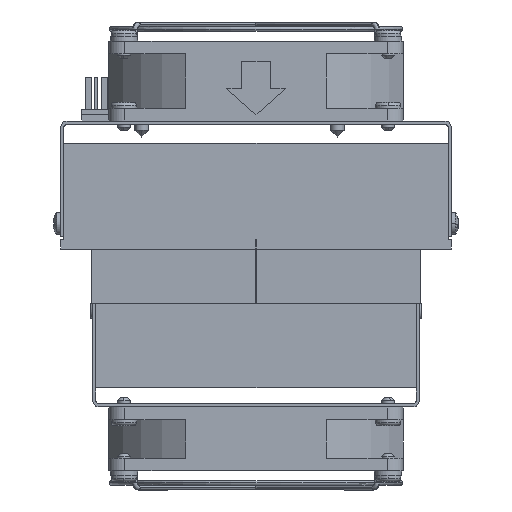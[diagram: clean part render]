
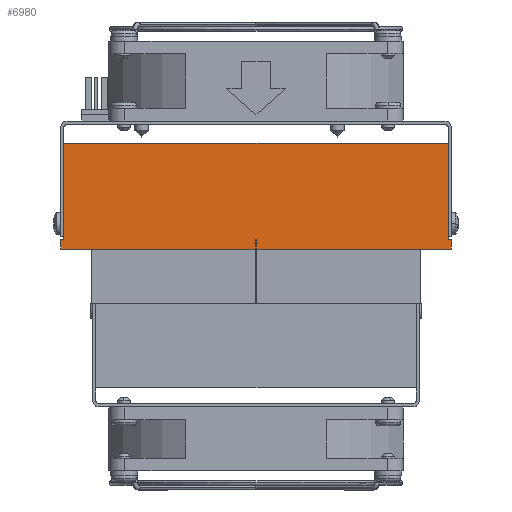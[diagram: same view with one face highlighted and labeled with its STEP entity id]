
A CAD part, front view. The second image highlights one B-rep face of the part: STEP entity #6980.
In plain terms, the highlighted planar face has unit normal (0, -1, 0).
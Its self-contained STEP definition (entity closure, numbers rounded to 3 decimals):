
#750 = ORIENTED_EDGE ( 'NONE', *, *, #9462, .F. ) ;
#2216 = FACE_OUTER_BOUND ( 'NONE', #45251, .T. ) ;
#2966 = CARTESIAN_POINT ( 'NONE',  ( 61., -115., 17. ) ) ;
#3637 = LINE ( 'NONE', #23100, #6024 ) ;
#3661 = ORIENTED_EDGE ( 'NONE', *, *, #48886, .F. ) ;
#4101 = PLANE ( 'NONE',  #42060 ) ;
#4150 = DIRECTION ( 'NONE',  ( 0., 0., 1. ) ) ;
#4762 = CARTESIAN_POINT ( 'NONE',  ( 60., -115., 50. ) ) ;
#4856 = CARTESIAN_POINT ( 'NONE',  ( -60., -115., 20. ) ) ;
#4927 = VECTOR ( 'NONE', #45019, 1000. ) ;
#5135 = VERTEX_POINT ( 'NONE', #13044 ) ;
#5521 = VECTOR ( 'NONE', #9460, 1000. ) ;
#6024 = VECTOR ( 'NONE', #4150, 1000. ) ;
#6044 = ORIENTED_EDGE ( 'NONE', *, *, #24297, .T. ) ;
#6938 = VECTOR ( 'NONE', #40372, 1000. ) ;
#6980 = ADVANCED_FACE ( 'NONE', ( #2216 ), #4101, .F. ) ;
#7038 = EDGE_CURVE ( 'NONE', #14163, #27583, #44871, .T. ) ;
#7097 = VERTEX_POINT ( 'NONE', #27615 ) ;
#7284 = DIRECTION ( 'NONE',  ( 1., 0., 0. ) ) ;
#8470 = DIRECTION ( 'NONE',  ( 0., 0., -1. ) ) ;
#8966 = VECTOR ( 'NONE', #10711, 1000. ) ;
#9460 = DIRECTION ( 'NONE',  ( -1., 0., 0. ) ) ;
#9462 = EDGE_CURVE ( 'NONE', #48330, #25297, #3637, .T. ) ;
#10594 = ORIENTED_EDGE ( 'NONE', *, *, #25121, .T. ) ;
#10711 = DIRECTION ( 'NONE',  ( 0., 0., 1. ) ) ;
#11050 = CARTESIAN_POINT ( 'NONE',  ( 0.1, -115., 17. ) ) ;
#11114 = VERTEX_POINT ( 'NONE', #44282 ) ;
#11636 = ORIENTED_EDGE ( 'NONE', *, *, #14421, .F. ) ;
#12107 = CARTESIAN_POINT ( 'NONE',  ( 61., -115., 17. ) ) ;
#12830 = CARTESIAN_POINT ( 'NONE',  ( 0.1, -115., 17. ) ) ;
#13044 = CARTESIAN_POINT ( 'NONE',  ( -0.1, -115., 20. ) ) ;
#14163 = VERTEX_POINT ( 'NONE', #49487 ) ;
#14219 = ORIENTED_EDGE ( 'NONE', *, *, #17858, .F. ) ;
#14421 = EDGE_CURVE ( 'NONE', #27583, #40700, #26397, .T. ) ;
#15449 = CARTESIAN_POINT ( 'NONE',  ( 61., -115., 17. ) ) ;
#15632 = DIRECTION ( 'NONE',  ( 0., 1., 0. ) ) ;
#15985 = VECTOR ( 'NONE', #47695, 1000. ) ;
#17465 = CARTESIAN_POINT ( 'NONE',  ( -61., -115., 20. ) ) ;
#17740 = CARTESIAN_POINT ( 'NONE',  ( 61., -115., 20. ) ) ;
#17858 = EDGE_CURVE ( 'NONE', #25297, #7097, #49173, .T. ) ;
#20146 = ORIENTED_EDGE ( 'NONE', *, *, #31900, .F. ) ;
#20349 = LINE ( 'NONE', #2966, #8966 ) ;
#21198 = CARTESIAN_POINT ( 'NONE',  ( -61., -115., 20. ) ) ;
#22967 = ORIENTED_EDGE ( 'NONE', *, *, #36935, .F. ) ;
#23100 = CARTESIAN_POINT ( 'NONE',  ( -61., -115., 17. ) ) ;
#23545 = VECTOR ( 'NONE', #35465, 1000. ) ;
#24297 = EDGE_CURVE ( 'NONE', #41824, #40700, #20349, .T. ) ;
#25121 = EDGE_CURVE ( 'NONE', #48330, #11114, #27589, .T. ) ;
#25297 = VERTEX_POINT ( 'NONE', #21198 ) ;
#25746 = VECTOR ( 'NONE', #48119, 1000. ) ;
#25948 = LINE ( 'NONE', #4856, #23545 ) ;
#26018 = DIRECTION ( 'NONE',  ( 1., 0., 0. ) ) ;
#26365 = CARTESIAN_POINT ( 'NONE',  ( -60., -115., 50. ) ) ;
#26397 = LINE ( 'NONE', #17740, #25746 ) ;
#26749 = VECTOR ( 'NONE', #26018, 1000. ) ;
#27059 = CARTESIAN_POINT ( 'NONE',  ( 60., -115., 20. ) ) ;
#27583 = VERTEX_POINT ( 'NONE', #27059 ) ;
#27589 = LINE ( 'NONE', #30804, #34844 ) ;
#27615 = CARTESIAN_POINT ( 'NONE',  ( -60., -115., 20. ) ) ;
#28946 = ORIENTED_EDGE ( 'NONE', *, *, #7038, .F. ) ;
#29606 = CARTESIAN_POINT ( 'NONE',  ( -61., -115., 17. ) ) ;
#29786 = LINE ( 'NONE', #39877, #6938 ) ;
#29835 = EDGE_CURVE ( 'NONE', #36382, #36373, #36747, .T. ) ;
#30175 = LINE ( 'NONE', #37948, #4927 ) ;
#30510 = ORIENTED_EDGE ( 'NONE', *, *, #29835, .F. ) ;
#30804 = CARTESIAN_POINT ( 'NONE',  ( -61., -115., 17. ) ) ;
#31900 = EDGE_CURVE ( 'NONE', #7097, #42430, #25948, .T. ) ;
#32146 = LINE ( 'NONE', #26365, #26749 ) ;
#33632 = ORIENTED_EDGE ( 'NONE', *, *, #45592, .F. ) ;
#34695 = DIRECTION ( 'NONE',  ( -1., 0., 0. ) ) ;
#34844 = VECTOR ( 'NONE', #7284, 1000. ) ;
#35465 = DIRECTION ( 'NONE',  ( 0., 0., 1. ) ) ;
#36373 = VERTEX_POINT ( 'NONE', #48059 ) ;
#36382 = VERTEX_POINT ( 'NONE', #12830 ) ;
#36554 = CARTESIAN_POINT ( 'NONE',  ( -60., -115., 20. ) ) ;
#36747 = LINE ( 'NONE', #11050, #39734 ) ;
#36935 = EDGE_CURVE ( 'NONE', #36373, #5135, #41069, .T. ) ;
#37407 = ORIENTED_EDGE ( 'NONE', *, *, #48692, .T. ) ;
#37948 = CARTESIAN_POINT ( 'NONE',  ( -0.1, -115., -244.798 ) ) ;
#39734 = VECTOR ( 'NONE', #49938, 1000. ) ;
#39877 = CARTESIAN_POINT ( 'NONE',  ( -61., -115., 17. ) ) ;
#40372 = DIRECTION ( 'NONE',  ( 1., 0., 0. ) ) ;
#40700 = VERTEX_POINT ( 'NONE', #47283 ) ;
#41069 = LINE ( 'NONE', #36554, #5521 ) ;
#41824 = VERTEX_POINT ( 'NONE', #15449 ) ;
#42060 = AXIS2_PLACEMENT_3D ( 'NONE', #12107, #15632, #34695 ) ;
#42430 = VERTEX_POINT ( 'NONE', #43021 ) ;
#43021 = CARTESIAN_POINT ( 'NONE',  ( -60., -115., 50. ) ) ;
#43657 = VECTOR ( 'NONE', #8470, 1000. ) ;
#44282 = CARTESIAN_POINT ( 'NONE',  ( -0.1, -115., 17. ) ) ;
#44871 = LINE ( 'NONE', #4762, #43657 ) ;
#45019 = DIRECTION ( 'NONE',  ( 0., 0., -1. ) ) ;
#45251 = EDGE_LOOP ( 'NONE', ( #750, #10594, #33632, #22967, #30510, #37407, #6044, #11636, #28946, #3661, #20146, #14219 ) ) ;
#45592 = EDGE_CURVE ( 'NONE', #5135, #11114, #30175, .T. ) ;
#47283 = CARTESIAN_POINT ( 'NONE',  ( 61., -115., 20. ) ) ;
#47695 = DIRECTION ( 'NONE',  ( 1., 0., 0. ) ) ;
#48059 = CARTESIAN_POINT ( 'NONE',  ( 0.1, -115., 20. ) ) ;
#48119 = DIRECTION ( 'NONE',  ( 1., 0., 0. ) ) ;
#48330 = VERTEX_POINT ( 'NONE', #29606 ) ;
#48692 = EDGE_CURVE ( 'NONE', #36382, #41824, #29786, .T. ) ;
#48886 = EDGE_CURVE ( 'NONE', #42430, #14163, #32146, .T. ) ;
#49173 = LINE ( 'NONE', #17465, #15985 ) ;
#49487 = CARTESIAN_POINT ( 'NONE',  ( 60., -115., 50. ) ) ;
#49938 = DIRECTION ( 'NONE',  ( 0., 0., 1. ) ) ;
